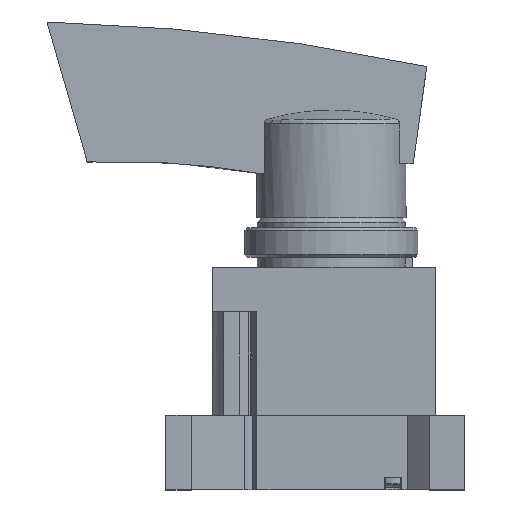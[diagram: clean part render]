
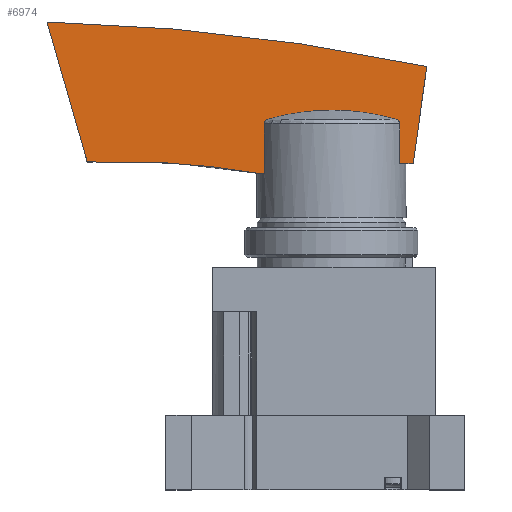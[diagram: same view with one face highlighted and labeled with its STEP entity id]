
A CAD part, top view. The second image highlights one B-rep face of the part: STEP entity #6974.
In plain terms, the highlighted planar face has unit normal (0.016, 0, 1).
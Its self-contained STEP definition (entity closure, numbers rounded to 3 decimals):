
#223=PLANE('',#7700);
#309=ELLIPSE('',#7699,170.022,170.);
#310=ELLIPSE('',#7701,422.056,422.);
#830=LINE('',#11946,#1417);
#837=LINE('',#11961,#1424);
#844=LINE('',#11997,#1431);
#848=LINE('',#12012,#1435);
#849=LINE('',#12016,#1436);
#850=LINE('',#12017,#1437);
#1417=VECTOR('',#9514,1000.);
#1424=VECTOR('',#9525,1000.);
#1431=VECTOR('',#9548,1000.);
#1435=VECTOR('',#9558,1000.);
#1436=VECTOR('',#9561,1000.);
#1437=VECTOR('',#9562,1000.);
#1748=CIRCLE('',#7702,46.567);
#3475=ORIENTED_EDGE('',*,*,#4656,.F.);
#3476=ORIENTED_EDGE('',*,*,#4635,.T.);
#3477=ORIENTED_EDGE('',*,*,#4627,.T.);
#3478=ORIENTED_EDGE('',*,*,#4657,.T.);
#3479=ORIENTED_EDGE('',*,*,#4658,.T.);
#3480=ORIENTED_EDGE('',*,*,#4654,.F.);
#3481=ORIENTED_EDGE('',*,*,#4650,.T.);
#3482=ORIENTED_EDGE('',*,*,#4659,.F.);
#3483=ORIENTED_EDGE('',*,*,#4660,.T.);
#3484=ORIENTED_EDGE('',*,*,#4661,.T.);
#3485=ORIENTED_EDGE('',*,*,#4662,.T.);
#4627=EDGE_CURVE('',#5356,#5355,#830,.T.);
#4635=EDGE_CURVE('',#5362,#5356,#837,.T.);
#4650=EDGE_CURVE('',#5375,#5373,#844,.T.);
#4654=EDGE_CURVE('',#5375,#5377,#309,.F.);
#4656=EDGE_CURVE('',#5362,#5378,#848,.F.);
#4657=EDGE_CURVE('',#5355,#5379,#310,.F.);
#4658=EDGE_CURVE('',#5379,#5377,#849,.T.);
#4659=EDGE_CURVE('',#5380,#5373,#850,.T.);
#4660=EDGE_CURVE('',#5380,#5381,#5506,.T.);
#4661=EDGE_CURVE('',#5381,#5382,#1748,.T.);
#4662=EDGE_CURVE('',#5382,#5378,#5507,.T.);
#5355=VERTEX_POINT('',#11945);
#5356=VERTEX_POINT('',#11947);
#5362=VERTEX_POINT('',#11962);
#5373=VERTEX_POINT('',#11995);
#5375=VERTEX_POINT('',#11998);
#5377=VERTEX_POINT('',#12009);
#5378=VERTEX_POINT('',#12013);
#5379=VERTEX_POINT('',#12015);
#5380=VERTEX_POINT('',#12018);
#5381=VERTEX_POINT('',#12023);
#5382=VERTEX_POINT('',#12025);
#5506=B_SPLINE_CURVE_WITH_KNOTS('',3,(#12019,#12020,#12021,#12022),
 .UNSPECIFIED.,.F.,.F.,(4,4),(0.,0.001),
 .UNSPECIFIED.);
#5507=B_SPLINE_CURVE_WITH_KNOTS('',3,(#12026,#12027,#12028,#12029),
 .UNSPECIFIED.,.F.,.F.,(4,4),(0.,0.001),
 .UNSPECIFIED.);
#5920=EDGE_LOOP('',(#3475,#3476,#3477,#3478,#3479,#3480,#3481,#3482,#3483,
#3484,#3485));
#6415=FACE_BOUND('',#5920,.T.);
#6974=ADVANCED_FACE('',(#6415),#223,.F.);
#7699=AXIS2_PLACEMENT_3D('',#12008,#9553,#9554);
#7700=AXIS2_PLACEMENT_3D('',#12011,#9556,#9557);
#7701=AXIS2_PLACEMENT_3D('',#12014,#9559,#9560);
#7702=AXIS2_PLACEMENT_3D('',#12024,#9563,#9564);
#9514=DIRECTION('',(0.139,0.99,-0.002));
#9525=DIRECTION('',(1.,0.,-0.016));
#9548=DIRECTION('',(1.,0.,-0.016));
#9553=DIRECTION('',(-0.016,0.,-1.));
#9554=DIRECTION('',(1.,0.,-0.016));
#9556=DIRECTION('',(-0.016,0.,-1.));
#9557=DIRECTION('',(-1.,0.,0.016));
#9558=DIRECTION('',(0.,-1.,0.));
#9559=DIRECTION('',(-0.016,0.,-1.));
#9560=DIRECTION('',(1.,0.,-0.016));
#9561=DIRECTION('',(0.276,-0.961,-0.004));
#9562=DIRECTION('',(0.,-1.,0.));
#9563=DIRECTION('',(-0.016,0.,-1.));
#9564=DIRECTION('',(-1.,0.,0.016));
#11945=CARTESIAN_POINT('',(19.3,30.6,6.05));
#11946=CARTESIAN_POINT('',(19.106,29.217,6.053));
#11947=CARTESIAN_POINT('',(16.545,11.,6.095));
#11961=CARTESIAN_POINT('',(-57.6,11.,7.3));
#11962=CARTESIAN_POINT('',(13.796,11.,6.139));
#11995=CARTESIAN_POINT('',(-13.589,9.,6.585));
#11997=CARTESIAN_POINT('',(-57.6,9.,7.3));
#11998=CARTESIAN_POINT('',(-14.75,9.,6.603));
#12008=CARTESIAN_POINT('',(-43.273,-158.59,7.067));
#12009=CARTESIAN_POINT('',(-49.385,11.3,7.166));
#12011=CARTESIAN_POINT('',(-57.6,40.,7.3));
#12012=CARTESIAN_POINT('',(13.796,0.,6.139));
#12013=CARTESIAN_POINT('',(13.796,18.986,6.139));
#12014=CARTESIAN_POINT('',(-68.01,-382.269,7.469));
#12015=CARTESIAN_POINT('',(-57.5,39.6,7.298));
#12016=CARTESIAN_POINT('',(-57.614,39.996,7.3));
#12017=CARTESIAN_POINT('',(-13.589,0.,6.585));
#12018=CARTESIAN_POINT('',(-13.589,18.986,6.585));
#12019=CARTESIAN_POINT('',(-13.589,18.986,6.585));
#12020=CARTESIAN_POINT('',(-13.589,19.428,6.585));
#12021=CARTESIAN_POINT('',(-13.244,19.815,6.579));
#12022=CARTESIAN_POINT('',(-12.82,19.938,6.572));
#12023=CARTESIAN_POINT('',(-12.82,19.938,6.572));
#12024=CARTESIAN_POINT('',(0.103,-24.8,6.362));
#12025=CARTESIAN_POINT('',(13.027,19.938,6.152));
#12026=CARTESIAN_POINT('',(13.027,19.938,6.152));
#12027=CARTESIAN_POINT('',(13.451,19.815,6.145));
#12028=CARTESIAN_POINT('',(13.796,19.428,6.139));
#12029=CARTESIAN_POINT('',(13.796,18.986,6.139));
